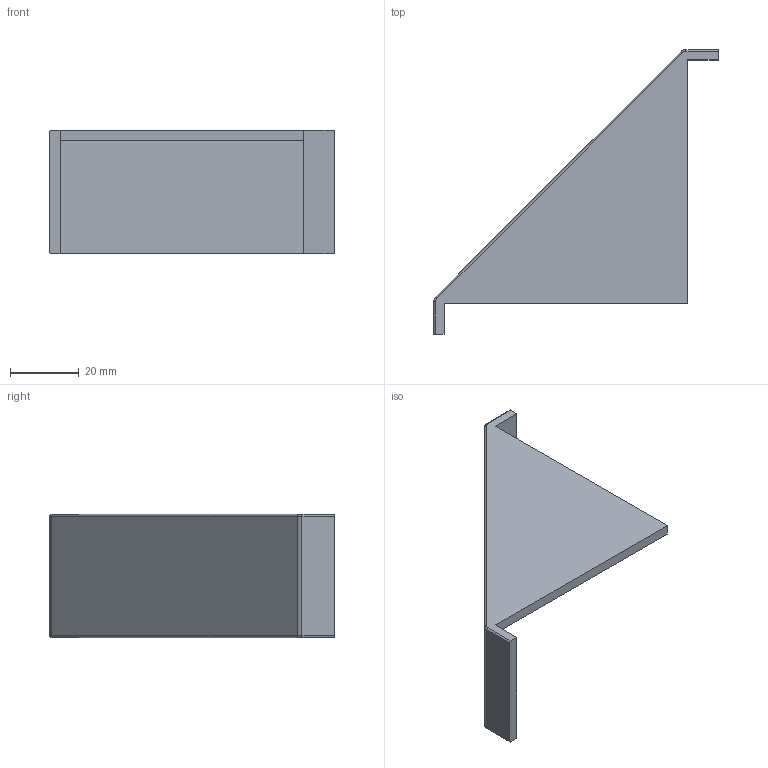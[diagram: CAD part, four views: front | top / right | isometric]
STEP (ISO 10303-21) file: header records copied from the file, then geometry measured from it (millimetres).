
FILE_DESCRIPTION((''),'2;1');
FILE_NAME('AR3610 zaślepka kątownika 40x80.stp','2016-04-22T08:44:35',('Konstruktor II'),(''),'Autodesk Inventor 2013','Autodesk Inventor 2013','');
FILE_SCHEMA(('AUTOMOTIVE_DESIGN { 1 0 10303 214 1 1 1 1 }'));
Length unit declared in the file: millimetre
Products named in the file (1): AR3610 zaślepka kątownika 40x80
Bounding box: 83 x 83 x 36 mm (x, y, z)
Volume: 20598.7 mm3; surface area: 14751.8 mm2
Topology: 1 solids, 1 shells, 25 faces, 59 edges, 36 vertices
Faces by surface type: plane 13, cylinder 8, torus 4
Entity records: 739 total; most frequent: DIRECTION 131, CARTESIAN_POINT 121, ORIENTED_EDGE 118, EDGE_CURVE 59, AXIS2_PLACEMENT_3D 46, VECTOR 39, LINE 39, VERTEX_POINT 36
